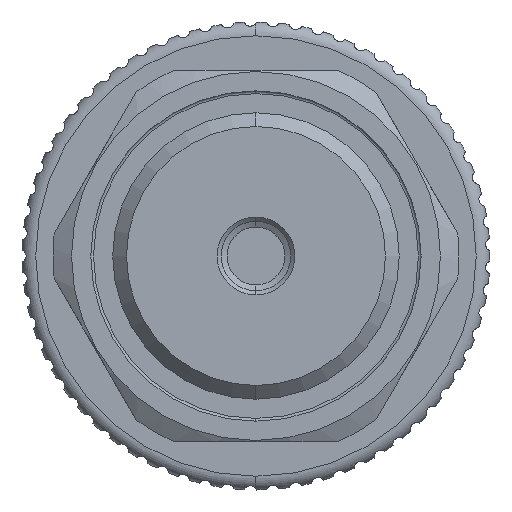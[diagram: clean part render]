
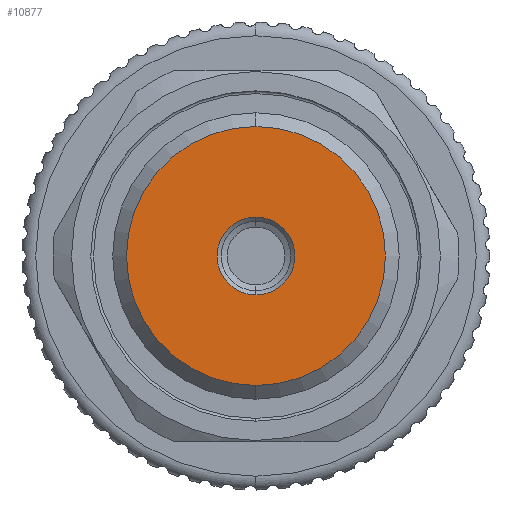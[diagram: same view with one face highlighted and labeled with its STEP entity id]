
A CAD part, front view. The second image highlights one B-rep face of the part: STEP entity #10877.
In plain terms, the highlighted planar face has unit normal (0, -1, 0).
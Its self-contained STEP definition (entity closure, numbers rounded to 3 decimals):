
#2 = ORIENTED_EDGE ( 'NONE', *, *, #11739, .F. ) ;
#35 = ORIENTED_EDGE ( 'NONE', *, *, #6123, .F. ) ;
#45 = ORIENTED_EDGE ( 'NONE', *, *, #4698, .T. ) ;
#139 = ORIENTED_EDGE ( 'NONE', *, *, #2128, .T. ) ;
#213 = DIRECTION ( 'NONE',  ( 0., 0., -1. ) ) ;
#249 = DIRECTION ( 'NONE',  ( 0., -1., 0. ) ) ;
#266 = CARTESIAN_POINT ( 'NONE',  ( 0., -14., 0. ) ) ;
#380 = PLANE ( 'NONE',  #11801 ) ;
#502 = CIRCLE ( 'NONE', #11697, 9.406 ) ;
#523 = CIRCLE ( 'NONE', #4067, 2.825 ) ;
#1408 = DIRECTION ( 'NONE',  ( 0., 0., -1. ) ) ;
#2105 = CARTESIAN_POINT ( 'NONE',  ( 0., -14., 0. ) ) ;
#2128 = EDGE_CURVE ( 'NONE', #5353, #10051, #10537, .T. ) ;
#2343 = DIRECTION ( 'NONE',  ( 0., -1., 0. ) ) ;
#2888 = EDGE_LOOP ( 'NONE', ( #2, #35 ) ) ;
#2984 = CIRCLE ( 'NONE', #8346, 2.825 ) ;
#3131 = DIRECTION ( 'NONE',  ( 0., 0., -1. ) ) ;
#3275 = DIRECTION ( 'NONE',  ( 0., -1., 0. ) ) ;
#3283 = CARTESIAN_POINT ( 'NONE',  ( 0., -14., 0. ) ) ;
#3316 = DIRECTION ( 'NONE',  ( 0., 0., -1. ) ) ;
#4067 = AXIS2_PLACEMENT_3D ( 'NONE', #2105, #8493, #3131 ) ;
#4227 = DIRECTION ( 'NONE',  ( 0., -1., 0. ) ) ;
#4698 = EDGE_CURVE ( 'NONE', #10051, #5353, #502, .T. ) ;
#4860 = CARTESIAN_POINT ( 'NONE',  ( 0., -14., 9.406 ) ) ;
#4940 = EDGE_LOOP ( 'NONE', ( #45, #139 ) ) ;
#5167 = CARTESIAN_POINT ( 'NONE',  ( 9.406, -14., 0. ) ) ;
#5353 = VERTEX_POINT ( 'NONE', #11337 ) ;
#5476 = CARTESIAN_POINT ( 'NONE',  ( 0., -14., 2.825 ) ) ;
#6123 = EDGE_CURVE ( 'NONE', #6988, #11398, #2984, .T. ) ;
#6781 = AXIS2_PLACEMENT_3D ( 'NONE', #3283, #3275, #3316 ) ;
#6988 = VERTEX_POINT ( 'NONE', #5476 ) ;
#7803 = CARTESIAN_POINT ( 'NONE',  ( 0., -14., 0. ) ) ;
#8033 = CARTESIAN_POINT ( 'NONE',  ( 0., -14., -2.825 ) ) ;
#8346 = AXIS2_PLACEMENT_3D ( 'NONE', #7803, #2343, #8686 ) ;
#8493 = DIRECTION ( 'NONE',  ( 0., -1., 0. ) ) ;
#8686 = DIRECTION ( 'NONE',  ( 0., 0., -1. ) ) ;
#8780 = FACE_OUTER_BOUND ( 'NONE', #4940, .T. ) ;
#9048 = FACE_BOUND ( 'NONE', #2888, .T. ) ;
#10051 = VERTEX_POINT ( 'NONE', #4860 ) ;
#10537 = CIRCLE ( 'NONE', #6781, 9.406 ) ;
#10877 = ADVANCED_FACE ( 'NONE', ( #9048, #8780 ), #380, .T. ) ;
#11337 = CARTESIAN_POINT ( 'NONE',  ( 0., -14., -9.406 ) ) ;
#11398 = VERTEX_POINT ( 'NONE', #8033 ) ;
#11697 = AXIS2_PLACEMENT_3D ( 'NONE', #266, #249, #213 ) ;
#11739 = EDGE_CURVE ( 'NONE', #11398, #6988, #523, .T. ) ;
#11801 = AXIS2_PLACEMENT_3D ( 'NONE', #5167, #4227, #1408 ) ;
